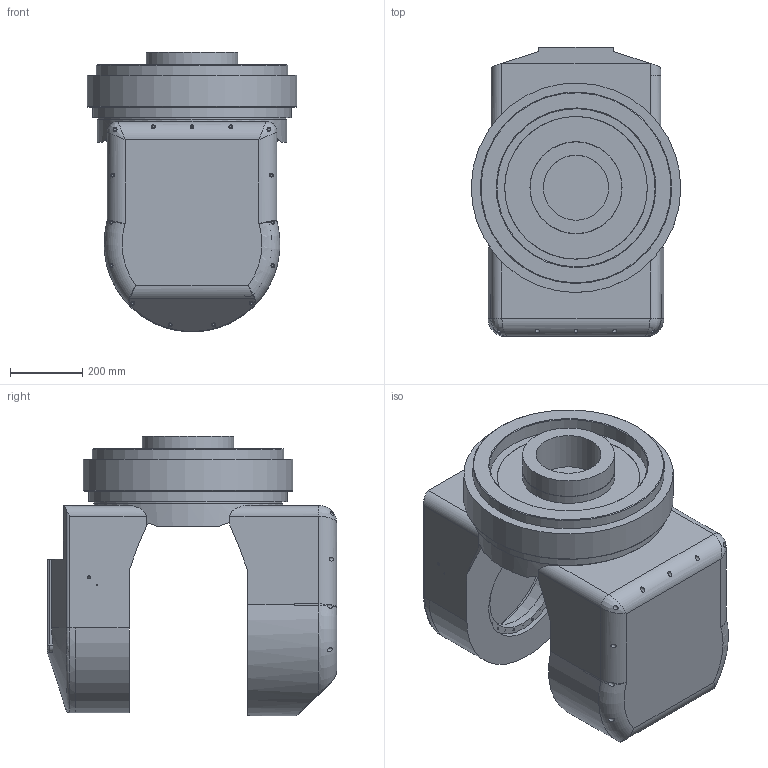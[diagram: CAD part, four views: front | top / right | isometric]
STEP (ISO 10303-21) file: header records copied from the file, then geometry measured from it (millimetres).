
FILE_DESCRIPTION(('FreeCAD Model'),'2;1');
FILE_NAME('Open CASCADE Shape Model','2025-08-13T15:02:57',(''),(''), 'Open CASCADE STEP processor 7.6','FreeCAD','Unknown');
FILE_SCHEMA(('AUTOMOTIVE_DESIGN { 1 0 10303 214 1 1 1 1 }'));
Length unit declared in the file: millimetre
Products named in the file (1): C
Bounding box: 579.82 x 801 x 774.5 mm (x, y, z)
Volume: 78013113.3 mm3; surface area: 4240153.9 mm2
Topology: 1 solids, 12 shells, 513 faces, 1255 edges, 809 vertices
Faces by surface type: cylinder 233, plane 149, cone 79, torus 28, bspline 24
Full cylindrical faces by diameter (mm): 3 x2, 5 x7, 6.35 x2, 6.6 x15, 6.8 x85, 8 x5, 8.566 x1, 11 x15, 16 x5, 180 x1, 254 x1, 255 x1, 260 x1, 298.75 x1, 300 x1, 360 x1, 388 x1, 395 x2, 406 x1, 412 x1, 435 x1, 435.5 x1, 436 x1, 438 x1, 455 x1, 520 x1, 524 x1, 530 x1, 550 x1, 580 x1
Entity records: 40017 total; most frequent: CARTESIAN_POINT 16584, DIRECTION 4296, ORIENTED_EDGE 2346, PCURVE 2346, DEFINITIONAL_REPRESENTATION 2346, LINE 1871, VECTOR 1871, EDGE_CURVE 1173
